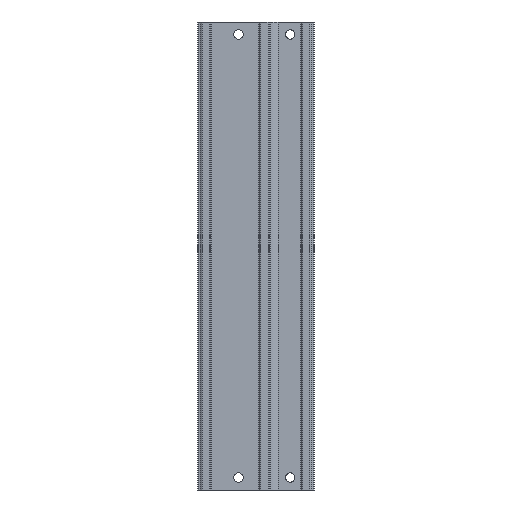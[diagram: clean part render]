
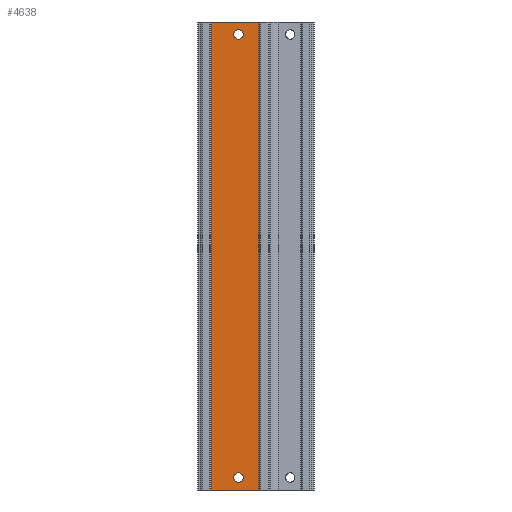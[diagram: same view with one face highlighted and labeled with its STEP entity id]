
A CAD part, front view. The second image highlights one B-rep face of the part: STEP entity #4638.
In plain terms, the highlighted planar face has unit normal (0, -1, 0).
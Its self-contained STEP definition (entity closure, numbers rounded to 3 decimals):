
#247=PLANE('',#5008);
#385=CIRCLE('',#5009,2.25);
#386=CIRCLE('',#5010,2.25);
#748=ORIENTED_EDGE('',*,*,#1930,.F.);
#749=ORIENTED_EDGE('',*,*,#1931,.F.);
#750=ORIENTED_EDGE('',*,*,#1932,.F.);
#751=ORIENTED_EDGE('',*,*,#1929,.F.);
#752=ORIENTED_EDGE('',*,*,#1933,.T.);
#753=ORIENTED_EDGE('',*,*,#1934,.T.);
#1929=EDGE_CURVE('',#2515,#2514,#2954,.T.);
#1930=EDGE_CURVE('',#2516,#2516,#385,.T.);
#1931=EDGE_CURVE('',#2517,#2517,#386,.T.);
#1932=EDGE_CURVE('',#2514,#2518,#2955,.T.);
#1933=EDGE_CURVE('',#2515,#2519,#2956,.T.);
#1934=EDGE_CURVE('',#2519,#2518,#2957,.T.);
#2514=VERTEX_POINT('',#7610);
#2515=VERTEX_POINT('',#7612);
#2516=VERTEX_POINT('',#7616);
#2517=VERTEX_POINT('',#7618);
#2518=VERTEX_POINT('',#7620);
#2519=VERTEX_POINT('',#7622);
#2954=LINE('',#7613,#3244);
#2955=LINE('',#7619,#3245);
#2956=LINE('',#7621,#3246);
#2957=LINE('',#7623,#3247);
#3244=VECTOR('',#5677,1000.);
#3245=VECTOR('',#5684,1000.);
#3246=VECTOR('',#5685,1000.);
#3247=VECTOR('',#5686,1000.);
#3539=EDGE_LOOP('',(#748));
#3540=EDGE_LOOP('',(#749));
#3541=EDGE_LOOP('',(#750,#751,#752,#753));
#4037=FACE_BOUND('',#3539,.T.);
#4038=FACE_BOUND('',#3540,.T.);
#4039=FACE_BOUND('',#3541,.T.);
#4638=ADVANCED_FACE('',(#4037,#4038,#4039),#247,.T.);
#5008=AXIS2_PLACEMENT_3D('',#7614,#5678,#5679);
#5009=AXIS2_PLACEMENT_3D('',#7615,#5680,#5681);
#5010=AXIS2_PLACEMENT_3D('',#7617,#5682,#5683);
#5677=DIRECTION('',(0.,0.,1.));
#5678=DIRECTION('',(0.,-1.,0.));
#5679=DIRECTION('',(0.,0.,-1.));
#5680=DIRECTION('',(0.,-1.,0.));
#5681=DIRECTION('',(0.,0.,-1.));
#5682=DIRECTION('',(0.,-1.,0.));
#5683=DIRECTION('',(0.,0.,-1.));
#5684=DIRECTION('',(1.,0.,0.));
#5685=DIRECTION('',(1.,0.,0.));
#5686=DIRECTION('',(0.,0.,1.));
#7610=CARTESIAN_POINT('',(-27.6,6.5,0.));
#7612=CARTESIAN_POINT('',(-27.6,6.5,-226.));
#7613=CARTESIAN_POINT('',(-27.6,6.5,-226.));
#7614=CARTESIAN_POINT('',(-27.6,6.5,-226.));
#7615=CARTESIAN_POINT('',(-14.5,6.5,-220.));
#7616=CARTESIAN_POINT('',(-14.5,6.5,-222.25));
#7617=CARTESIAN_POINT('',(-14.5,6.5,-6.));
#7618=CARTESIAN_POINT('',(-14.5,6.5,-8.25));
#7619=CARTESIAN_POINT('',(-27.6,6.5,0.));
#7620=CARTESIAN_POINT('',(-4.75,6.5,0.));
#7621=CARTESIAN_POINT('',(-27.6,6.5,-226.));
#7622=CARTESIAN_POINT('',(-4.75,6.5,-226.));
#7623=CARTESIAN_POINT('',(-4.75,6.5,-226.));
